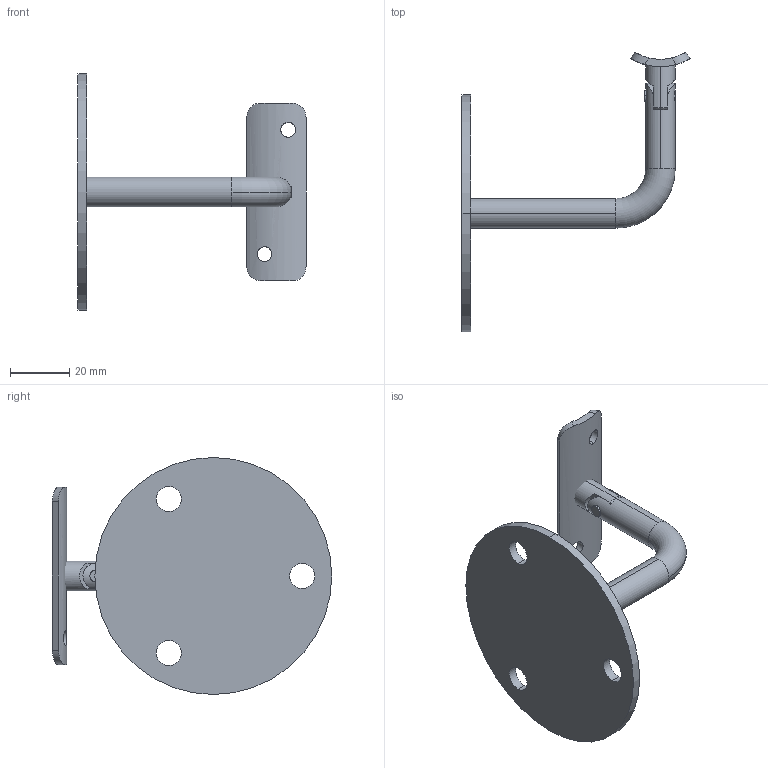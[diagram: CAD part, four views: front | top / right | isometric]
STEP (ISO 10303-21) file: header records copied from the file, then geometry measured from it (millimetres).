
FILE_DESCRIPTION (( 'STEP AP203' ), '1' );
FILE_NAME ('3D_GW2832_33.7_188681220.STEP', '2024-09-27T15:22:07', ( '' ), ( '' ), 'SwSTEP 2.0', 'SolidWorks 2024', '' );
FILE_SCHEMA (( 'CONFIG_CONTROL_DESIGN' ));
Length unit declared in the file: millimetre
Products named in the file (1): 3D_GW2832_33.7_188681220
Bounding box: 77 x 94.38 x 80 mm (x, y, z)
Volume: 25825.2 mm3; surface area: 17106 mm2
Topology: 2 solids, 2 shells, 65 faces, 166 edges, 110 vertices
Faces by surface type: cylinder 38, plane 21, sphere 4, torus 2
Entity records: 2693 total; most frequent: CARTESIAN_POINT 988, DIRECTION 346, ORIENTED_EDGE 332, EDGE_CURVE 166, AXIS2_PLACEMENT_3D 142, VERTEX_POINT 110, EDGE_LOOP 84, CIRCLE 76
